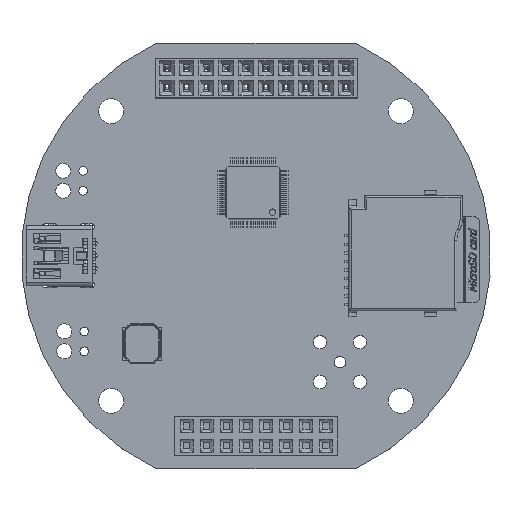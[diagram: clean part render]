
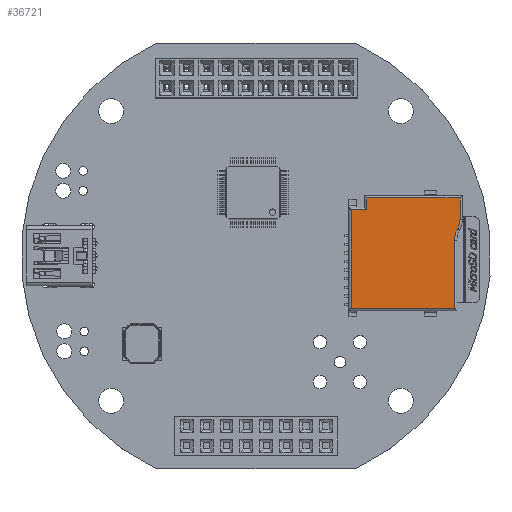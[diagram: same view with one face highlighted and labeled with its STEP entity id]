
A CAD part, top view. The second image highlights one B-rep face of the part: STEP entity #36721.
In plain terms, the highlighted face is planar.
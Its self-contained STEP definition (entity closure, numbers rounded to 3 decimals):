
#829=ELLIPSE('',#39211,3.11,3.081);
#1636=CIRCLE('',#39212,2.42);
#2688=FACE_OUTER_BOUND('',#4789,.T.);
#4789=EDGE_LOOP('',(#25446,#25447,#25448,#25449,#25450,#25451,#25452,#25453,
#25454));
#7043=LINE('',#52719,#11345);
#7046=LINE('',#52727,#11348);
#7054=LINE('',#52754,#11356);
#7059=LINE('',#52778,#11361);
#7060=LINE('',#52785,#11362);
#7061=LINE('',#52790,#11363);
#7062=LINE('',#52791,#11364);
#11345=VECTOR('',#42724,1.);
#11348=VECTOR('',#42733,1.);
#11356=VECTOR('',#42757,1.);
#11361=VECTOR('',#42798,1.);
#11362=VECTOR('',#42809,1.);
#11363=VECTOR('',#42814,1.);
#11364=VECTOR('',#42815,1.);
#15792=VERTEX_POINT('',#52716);
#15793=VERTEX_POINT('',#52718);
#15795=VERTEX_POINT('',#52726);
#15805=VERTEX_POINT('',#52752);
#15806=VERTEX_POINT('',#52753);
#15807=VERTEX_POINT('',#52777);
#15808=VERTEX_POINT('',#52784);
#15809=VERTEX_POINT('',#52786);
#15810=VERTEX_POINT('',#52789);
#19458=EDGE_CURVE('',#15792,#15793,#7043,.T.);
#19462=EDGE_CURVE('',#15793,#15795,#7046,.T.);
#19475=EDGE_CURVE('',#15805,#15806,#7054,.T.);
#19482=EDGE_CURVE('',#15806,#15807,#7059,.T.);
#19484=EDGE_CURVE('',#15805,#15808,#7060,.T.);
#19485=EDGE_CURVE('',#15808,#15809,#829,.T.);
#19486=EDGE_CURVE('',#15809,#15795,#1636,.T.);
#19487=EDGE_CURVE('',#15792,#15810,#7061,.T.);
#19488=EDGE_CURVE('',#15810,#15807,#7062,.T.);
#25446=ORIENTED_EDGE('',*,*,#19482,.F.);
#25447=ORIENTED_EDGE('',*,*,#19475,.F.);
#25448=ORIENTED_EDGE('',*,*,#19484,.T.);
#25449=ORIENTED_EDGE('',*,*,#19485,.T.);
#25450=ORIENTED_EDGE('',*,*,#19486,.T.);
#25451=ORIENTED_EDGE('',*,*,#19462,.F.);
#25452=ORIENTED_EDGE('',*,*,#19458,.F.);
#25453=ORIENTED_EDGE('',*,*,#19487,.T.);
#25454=ORIENTED_EDGE('',*,*,#19488,.T.);
#35165=PLANE('',#39210);
#36721=ADVANCED_FACE('',(#2688),#35165,.T.);
#39210=AXIS2_PLACEMENT_3D('',#52783,#42807,#42808);
#39211=AXIS2_PLACEMENT_3D('',#52787,#42810,#42811);
#39212=AXIS2_PLACEMENT_3D('',#52788,#42812,#42813);
#42724=DIRECTION('',(1.,0.,0.));
#42733=DIRECTION('',(0.,0.,1.));
#42757=DIRECTION('',(-1.,0.,0.));
#42798=DIRECTION('',(0.,0.,-1.));
#42807=DIRECTION('center_axis',(0.,1.,0.));
#42808=DIRECTION('ref_axis',(0.,0.,1.));
#42809=DIRECTION('',(0.,0.,-1.));
#42810=DIRECTION('center_axis',(0.,-1.,0.));
#42811=DIRECTION('ref_axis',(0.205,0.,-0.979));
#42812=DIRECTION('center_axis',(0.,1.,0.));
#42813=DIRECTION('ref_axis',(1.,0.,0.));
#42814=DIRECTION('',(0.,0.,1.));
#42815=DIRECTION('',(-1.,0.,0.));
#52716=CARTESIAN_POINT('',(-12.2,2.2,0.3));
#52718=CARTESIAN_POINT('',(-0.3,2.2,0.3));
#52719=CARTESIAN_POINT('',(-3.74,2.2,0.3));
#52726=CARTESIAN_POINT('',(-0.3,2.2,3.));
#52727=CARTESIAN_POINT('',(-0.3,2.2,5.172));
#52752=CARTESIAN_POINT('',(-1.,2.2,14.4));
#52753=CARTESIAN_POINT('',(-14.2,2.2,14.4));
#52754=CARTESIAN_POINT('',(-10.99,2.2,14.4));
#52777=CARTESIAN_POINT('',(-14.2,2.2,1.8));
#52778=CARTESIAN_POINT('',(-14.2,2.2,4.422));
#52783=CARTESIAN_POINT('Origin',(-7.48,2.2,7.343));
#52784=CARTESIAN_POINT('',(-1.,2.2,5.7));
#52785=CARTESIAN_POINT('',(-1.,2.2,7.343));
#52786=CARTESIAN_POINT('',(-0.605,2.2,4.176));
#52787=CARTESIAN_POINT('Origin',(2.082,2.2,5.688));
#52788=CARTESIAN_POINT('Origin',(-2.72,2.2,3.));
#52789=CARTESIAN_POINT('',(-12.2,2.2,1.8));
#52790=CARTESIAN_POINT('',(-12.2,2.2,7.343));
#52791=CARTESIAN_POINT('',(-7.48,2.2,1.8));
